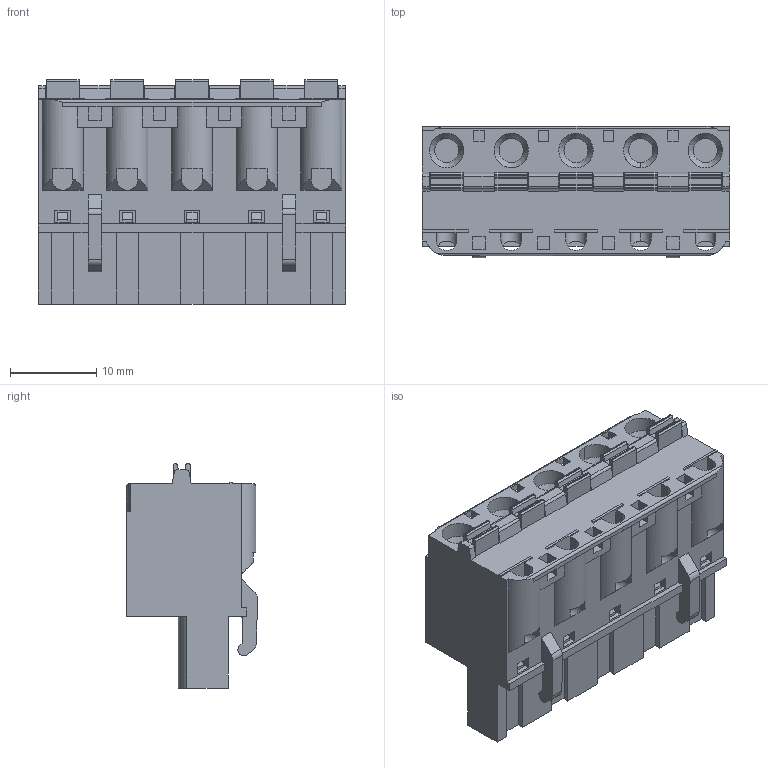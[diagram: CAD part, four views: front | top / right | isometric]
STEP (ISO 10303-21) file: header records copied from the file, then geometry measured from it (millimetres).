
FILE_DESCRIPTION(('STEP AP214'),'1');
FILE_NAME('SHM05-7.5.stp','2021-03-04T15:54:51',(' '),(' '),'Spatial InterOp 3D',' ',' ');
FILE_SCHEMA(('automotive_design'));
Length unit declared in the file: metre
Products named in the file (1): 1
Bounding box: 35.6 x 15.2 x 26 mm (x, y, z)
Volume: 8754 mm3; surface area: 4416.9 mm2
Topology: 1 solids, 1 shells, 465 faces, 1313 edges, 869 vertices
Faces by surface type: plane 369, cylinder 84, cone 11, extrusion 1
Full cylindrical faces by diameter (mm): 4 x4
Entity records: 18743 total; most frequent: CARTESIAN_POINT 2860, ORIENTED_EDGE 2588, DIRECTION 2401, EDGE_CURVE 1294, VECTOR 1053, LINE 1052, VERTEX_POINT 863, AXIS2_PLACEMENT_3D 674
